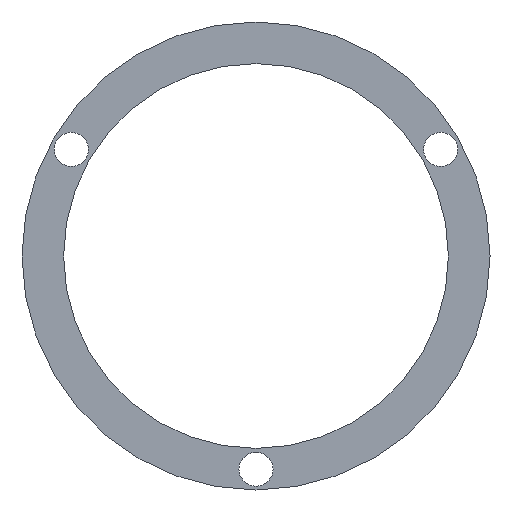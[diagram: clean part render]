
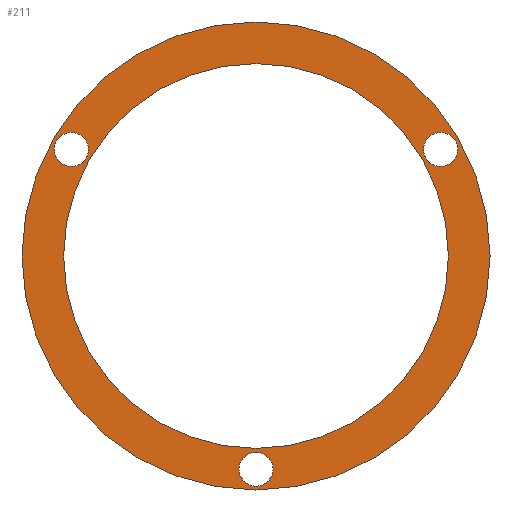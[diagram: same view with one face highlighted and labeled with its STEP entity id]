
A CAD part, front view. The second image highlights one B-rep face of the part: STEP entity #211.
In plain terms, the highlighted planar face has unit normal (0, -1, 0).
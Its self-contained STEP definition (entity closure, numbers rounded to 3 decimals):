
#43=FACE_BOUND('',#77,.T.);
#44=FACE_BOUND('',#78,.T.);
#45=FACE_BOUND('',#79,.T.);
#46=FACE_BOUND('',#80,.T.);
#48=PLANE('',#256);
#60=FACE_OUTER_BOUND('',#76,.T.);
#76=EDGE_LOOP('',(#193));
#77=EDGE_LOOP('',(#194));
#78=EDGE_LOOP('',(#195));
#79=EDGE_LOOP('',(#196));
#80=EDGE_LOOP('',(#197));
#89=CIRCLE('',#237,37.);
#93=CIRCLE('',#243,45.);
#95=CIRCLE('',#247,3.275);
#97=CIRCLE('',#251,3.275);
#99=CIRCLE('',#255,3.275);
#107=VERTEX_POINT('',#348);
#110=VERTEX_POINT('',#358);
#112=VERTEX_POINT('',#366);
#114=VERTEX_POINT('',#374);
#116=VERTEX_POINT('',#382);
#125=EDGE_CURVE('',#107,#107,#89,.T.);
#130=EDGE_CURVE('',#110,#110,#93,.T.);
#135=EDGE_CURVE('',#112,#112,#95,.T.);
#139=EDGE_CURVE('',#114,#114,#97,.T.);
#143=EDGE_CURVE('',#116,#116,#99,.T.);
#193=ORIENTED_EDGE('',*,*,#130,.T.);
#194=ORIENTED_EDGE('',*,*,#135,.T.);
#195=ORIENTED_EDGE('',*,*,#139,.T.);
#196=ORIENTED_EDGE('',*,*,#143,.T.);
#197=ORIENTED_EDGE('',*,*,#125,.T.);
#211=ADVANCED_FACE('',(#60,#43,#44,#45,#46),#48,.F.);
#237=AXIS2_PLACEMENT_3D('',#349,#281,#282);
#243=AXIS2_PLACEMENT_3D('',#359,#294,#295);
#247=AXIS2_PLACEMENT_3D('',#368,#305,#306);
#251=AXIS2_PLACEMENT_3D('',#376,#315,#316);
#255=AXIS2_PLACEMENT_3D('',#384,#325,#326);
#256=AXIS2_PLACEMENT_3D('',#385,#327,#328);
#281=DIRECTION('center_axis',(0.,1.,0.));
#282=DIRECTION('ref_axis',(1.,0.,0.));
#294=DIRECTION('center_axis',(0.,-1.,0.));
#295=DIRECTION('ref_axis',(1.,0.,0.));
#305=DIRECTION('center_axis',(0.,1.,0.));
#306=DIRECTION('ref_axis',(-0.5,0.,-0.866));
#315=DIRECTION('center_axis',(0.,1.,0.));
#316=DIRECTION('ref_axis',(-0.5,0.,0.866));
#325=DIRECTION('center_axis',(0.,1.,0.));
#326=DIRECTION('ref_axis',(1.,0.,0.));
#327=DIRECTION('center_axis',(0.,1.,0.));
#328=DIRECTION('ref_axis',(1.,0.,0.));
#348=CARTESIAN_POINT('',(-37.,-1.5,0.));
#349=CARTESIAN_POINT('Origin',(0.,-1.5,0.));
#358=CARTESIAN_POINT('',(-45.,-1.5,0.));
#359=CARTESIAN_POINT('Origin',(0.,-1.5,0.));
#366=CARTESIAN_POINT('',(-33.87,-1.5,23.336));
#368=CARTESIAN_POINT('Origin',(-35.507,-1.5,20.5));
#374=CARTESIAN_POINT('',(37.145,-1.5,17.664));
#376=CARTESIAN_POINT('Origin',(35.507,-1.5,20.5));
#382=CARTESIAN_POINT('',(-3.275,-1.5,-41.));
#384=CARTESIAN_POINT('Origin',(0.,-1.5,-41.));
#385=CARTESIAN_POINT('Origin',(0.,-1.5,0.));
